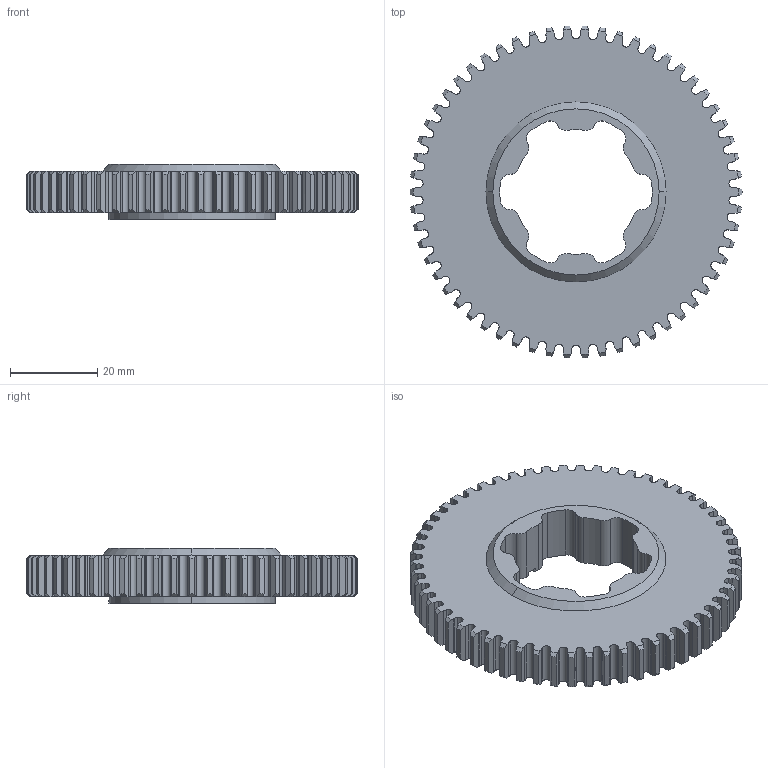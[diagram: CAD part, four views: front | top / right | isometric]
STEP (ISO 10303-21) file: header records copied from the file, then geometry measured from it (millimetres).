
FILE_DESCRIPTION (( 'STEP AP203' ), '1' );
FILE_NAME ('REV-21-3023.STEP', '2022-04-11T19:42:52', ( '' ), ( '' ), 'SwSTEP 2.0', 'SolidWorks 2022', '' );
FILE_SCHEMA (( 'CONFIG_CONTROL_DESIGN' ));
Length unit declared in the file: inch
Products named in the file (1): REV-21-3023
Bounding box: 76.1 x 76.04 x 12.7 mm (x, y, z)
Volume: 18140.9 mm3; surface area: 14848.2 mm2
Topology: 1 solids, 1 shells, 671 faces, 1993 edges, 1326 vertices
Faces by surface type: bspline 232, cylinder 188, plane 124, cone 123, torus 4
Entity records: 29540 total; most frequent: CARTESIAN_POINT 13046, ORIENTED_EDGE 3986, DIRECTION 2687, EDGE_CURVE 1993, VERTEX_POINT 1326, AXIS2_PLACEMENT_3D 953, LINE 781, VECTOR 781
